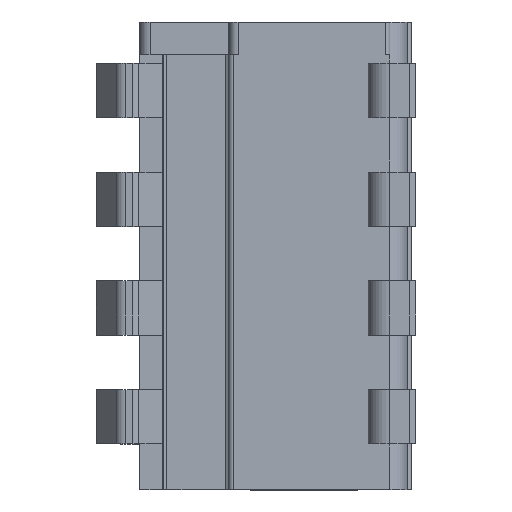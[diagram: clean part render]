
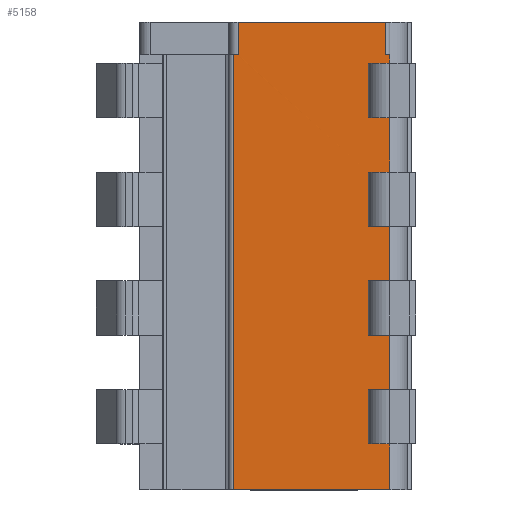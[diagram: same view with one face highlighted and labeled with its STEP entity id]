
A CAD part, top view. The second image highlights one B-rep face of the part: STEP entity #5158.
In plain terms, the highlighted planar face has unit normal (0, 0, 1).
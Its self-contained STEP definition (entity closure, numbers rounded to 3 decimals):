
#948=DIRECTION('',(0.,1.,0.));
#949=VECTOR('',#948,2.1);
#950=CARTESIAN_POINT('',(6.13,-20.,3.476));
#951=LINE('',#950,#949);
#964=DIRECTION('',(0.,1.,0.));
#965=VECTOR('',#964,2.5);
#966=CARTESIAN_POINT('',(6.13,-15.4,3.476));
#967=LINE('',#966,#965);
#980=DIRECTION('',(0.,1.,0.));
#981=VECTOR('',#980,2.5);
#982=CARTESIAN_POINT('',(6.13,-10.4,3.476));
#983=LINE('',#982,#981);
#996=DIRECTION('',(0.,1.,0.));
#997=VECTOR('',#996,2.5);
#998=CARTESIAN_POINT('',(6.13,-5.4,3.476));
#999=LINE('',#998,#997);
#1012=DIRECTION('',(0.,-1.,0.));
#1013=VECTOR('',#1012,0.4);
#1014=CARTESIAN_POINT('',(6.13,0.,3.477));
#1015=LINE('',#1014,#1013);
#1016=DIRECTION('',(0.,1.,0.));
#1017=VECTOR('',#1016,1.5);
#1018=CARTESIAN_POINT('',(5.93,0.,3.477));
#1019=LINE('',#1018,#1017);
#1056=CARTESIAN_POINT('',(-0.869,0.,3.477));
#1057=CARTESIAN_POINT('',(-0.864,0.,3.477));
#1058=CARTESIAN_POINT('',(-0.853,0.,3.476));
#1059=CARTESIAN_POINT('',(-0.843,0.,3.477));
#1060=CARTESIAN_POINT('',(-0.837,0.,3.477));
#1062=DIRECTION('',(0.,1.,0.));
#1063=VECTOR('',#1062,1.5);
#1064=CARTESIAN_POINT('',(-0.837,0.,3.477));
#1065=LINE('',#1064,#1063);
#1066=DIRECTION('',(1.,0.,0.));
#1067=VECTOR('',#1066,0.2);
#1068=CARTESIAN_POINT('',(5.93,0.,3.477));
#1069=LINE('',#1068,#1067);
#1070=DIRECTION('',(-1.,0.,0.));
#1071=VECTOR('',#1070,1.);
#1072=CARTESIAN_POINT('',(6.13,-0.4,
3.477));
#1073=LINE('',#1072,#1071);
#1074=DIRECTION('',(-1.,0.,0.));
#1075=VECTOR('',#1074,1.);
#1076=CARTESIAN_POINT('',(6.13,-5.4,3.476));
#1077=LINE('',#1076,#1075);
#1078=DIRECTION('',(-1.,0.,0.001));
#1079=VECTOR('',#1078,1.);
#1080=CARTESIAN_POINT('',(6.13,-10.4,3.476));
#1081=LINE('',#1080,#1079);
#1082=DIRECTION('',(-1.,0.,0.001));
#1083=VECTOR('',#1082,1.);
#1084=CARTESIAN_POINT('',(6.13,-15.4,3.476));
#1085=LINE('',#1084,#1083);
#1086=DIRECTION('',(-1.,0.,0.));
#1087=VECTOR('',#1086,7.2);
#1088=CARTESIAN_POINT('',(6.13,-20.,3.476));
#1089=LINE('',#1088,#1087);
#1090=DIRECTION('',(0.,-1.,0.));
#1091=VECTOR('',#1090,20.);
#1092=CARTESIAN_POINT('',(-1.07,0.,3.477));
#1093=LINE('',#1092,#1091);
#1094=DIRECTION('',(1.,0.,0.));
#1095=VECTOR('',#1094,0.17);
#1096=CARTESIAN_POINT('',(-1.07,0.,3.477));
#1097=LINE('',#1096,#1095);
#1098=CARTESIAN_POINT('',(-0.9,0.,3.477));
#1099=CARTESIAN_POINT('',(-0.895,0.,3.477));
#1100=CARTESIAN_POINT('',(-0.884,0.,3.476));
#1101=CARTESIAN_POINT('',(-0.874,0.,3.477));
#1102=CARTESIAN_POINT('',(-0.869,0.,3.477));
#1108=DIRECTION('',(-1.,0.,0.));
#1109=VECTOR('',#1108,1.);
#1110=CARTESIAN_POINT('',(6.13,-2.9,3.476));
#1111=LINE('',#1110,#1109);
#1121=DIRECTION('',(0.,-1.,0.));
#1122=VECTOR('',#1121,2.5);
#1123=CARTESIAN_POINT('',(5.13,-5.4,3.476));
#1124=LINE('',#1123,#1122);
#1133=DIRECTION('',(0.,-1.,0.));
#1134=VECTOR('',#1133,2.5);
#1135=CARTESIAN_POINT('',(5.13,-10.4,3.476));
#1136=LINE('',#1135,#1134);
#1145=DIRECTION('',(0.,-1.,0.));
#1146=VECTOR('',#1145,2.5);
#1147=CARTESIAN_POINT('',(5.13,-15.4,3.476));
#1148=LINE('',#1147,#1146);
#1161=DIRECTION('',(0.,-1.,0.));
#1162=VECTOR('',#1161,2.5);
#1163=CARTESIAN_POINT('',(5.13,-0.4,
3.477));
#1164=LINE('',#1163,#1162);
#1165=DIRECTION('',(-1.,0.,0.001));
#1166=VECTOR('',#1165,1.);
#1167=CARTESIAN_POINT('',(6.13,-7.9,3.476));
#1168=LINE('',#1167,#1166);
#1482=DIRECTION('',(-1.,0.,0.001));
#1483=VECTOR('',#1482,1.);
#1484=CARTESIAN_POINT('',(6.13,-12.9,3.476));
#1485=LINE('',#1484,#1483);
#1802=DIRECTION('',(1.,0.,0.));
#1803=VECTOR('',#1802,6.767);
#1804=CARTESIAN_POINT('',(-0.837,1.5,3.477));
#1805=LINE('',#1804,#1803);
#2172=DIRECTION('',(-1.,0.,0.001));
#2173=VECTOR('',#2172,1.);
#2174=CARTESIAN_POINT('',(6.13,-17.9,3.476));
#2175=LINE('',#2174,#2173);
#2701=CARTESIAN_POINT('',(-1.07,0.,3.477));
#2703=VERTEX_POINT('',#2701);
#2751=CARTESIAN_POINT('',(-1.07,-20.,3.477));
#2753=VERTEX_POINT('',#2751);
#2812=CARTESIAN_POINT('',(5.13,-2.9,3.476));
#2814=VERTEX_POINT('',#2812);
#2816=CARTESIAN_POINT('',(5.13,-5.4,3.476));
#2818=VERTEX_POINT('',#2816);
#2844=CARTESIAN_POINT('',(6.13,-2.9,3.476));
#2845=VERTEX_POINT('',#2844);
#2846=CARTESIAN_POINT('',(6.13,-5.4,3.476));
#2847=VERTEX_POINT('',#2846);
#2880=CARTESIAN_POINT('',(5.13,-7.9,3.476));
#2882=VERTEX_POINT('',#2880);
#2884=CARTESIAN_POINT('',(5.13,-10.4,3.476));
#2886=VERTEX_POINT('',#2884);
#2912=CARTESIAN_POINT('',(6.13,-7.9,3.476));
#2913=VERTEX_POINT('',#2912);
#2914=CARTESIAN_POINT('',(6.13,-10.4,3.476));
#2915=VERTEX_POINT('',#2914);
#2948=CARTESIAN_POINT('',(5.13,-12.9,3.476));
#2950=VERTEX_POINT('',#2948);
#2952=CARTESIAN_POINT('',(5.13,-15.4,3.476));
#2954=VERTEX_POINT('',#2952);
#2980=CARTESIAN_POINT('',(6.13,-12.9,3.476));
#2981=VERTEX_POINT('',#2980);
#2982=CARTESIAN_POINT('',(6.13,-15.4,3.476));
#2983=VERTEX_POINT('',#2982);
#3002=CARTESIAN_POINT('',(5.13,-17.9,3.476));
#3004=VERTEX_POINT('',#3002);
#3018=CARTESIAN_POINT('',(6.13,-17.9,3.476));
#3019=VERTEX_POINT('',#3018);
#3020=CARTESIAN_POINT('',(6.13,-20.,3.476));
#3021=VERTEX_POINT('',#3020);
#3121=CARTESIAN_POINT('',(5.13,-0.4,
3.477));
#3123=VERTEX_POINT('',#3121);
#3136=CARTESIAN_POINT('',(6.13,-0.4,
3.477));
#3137=VERTEX_POINT('',#3136);
#3138=CARTESIAN_POINT('',(6.13,0.,3.477));
#3139=VERTEX_POINT('',#3138);
#3445=CARTESIAN_POINT('',(-0.837,1.5,3.477));
#3447=VERTEX_POINT('',#3445);
#3448=CARTESIAN_POINT('',(5.93,1.5,3.477));
#3449=VERTEX_POINT('',#3448);
#3487=CARTESIAN_POINT('',(-0.9,0.,3.477));
#3489=VERTEX_POINT('',#3487);
#3490=VERTEX_POINT('',#1102);
#3491=VERTEX_POINT('',#1060);
#3492=CARTESIAN_POINT('',(5.93,0.,3.477));
#3494=VERTEX_POINT('',#3492);
#5107=CARTESIAN_POINT('',(-1.07,0.,3.477));
#5108=DIRECTION('',(0.,0.,1.));
#5109=DIRECTION('',(1.,0.,0.));
#5110=AXIS2_PLACEMENT_3D('',#5107,#5108,#5109);
#5111=PLANE('',#5110);
#5113=ORIENTED_EDGE('',*,*,#5112,.T.);
#5115=ORIENTED_EDGE('',*,*,#5114,.T.);
#5117=ORIENTED_EDGE('',*,*,#5116,.T.);
#5118=ORIENTED_EDGE('',*,*,#5020,.F.);
#5119=ORIENTED_EDGE('',*,*,#3575,.T.);
#5120=ORIENTED_EDGE('',*,*,#5009,.T.);
#5122=ORIENTED_EDGE('',*,*,#5121,.T.);
#5124=ORIENTED_EDGE('',*,*,#5123,.T.);
#5126=ORIENTED_EDGE('',*,*,#5125,.F.);
#5127=ORIENTED_EDGE('',*,*,#5001,.F.);
#5129=ORIENTED_EDGE('',*,*,#5128,.T.);
#5131=ORIENTED_EDGE('',*,*,#5130,.T.);
#5133=ORIENTED_EDGE('',*,*,#5132,.F.);
#5134=ORIENTED_EDGE('',*,*,#4993,.F.);
#5136=ORIENTED_EDGE('',*,*,#5135,.T.);
#5138=ORIENTED_EDGE('',*,*,#5137,.T.);
#5140=ORIENTED_EDGE('',*,*,#5139,.F.);
#5141=ORIENTED_EDGE('',*,*,#4985,.F.);
#5143=ORIENTED_EDGE('',*,*,#5142,.T.);
#5145=ORIENTED_EDGE('',*,*,#5144,.T.);
#5147=ORIENTED_EDGE('',*,*,#5146,.F.);
#5148=ORIENTED_EDGE('',*,*,#4977,.F.);
#5150=ORIENTED_EDGE('',*,*,#5149,.T.);
#5152=ORIENTED_EDGE('',*,*,#5151,.F.);
#5153=ORIENTED_EDGE('',*,*,#3557,.T.);
#5155=ORIENTED_EDGE('',*,*,#5154,.T.);
#5156=EDGE_LOOP('',(#5113,#5115,#5117,#5118,#5119,#5120,#5122,#5124,#5126,#5127,
#5129,#5131,#5133,#5134,#5136,#5138,#5140,#5141,#5143,#5145,#5147,#5148,#5150,
#5152,#5153,#5155));
#5157=FACE_OUTER_BOUND('',#5156,.F.);
#5158=ADVANCED_FACE('',(#5157),#5111,.T.);
#1061=B_SPLINE_CURVE_WITH_KNOTS('',3,(#1056,#1057,#1058,#1059,#1060),
.UNSPECIFIED.,.F.,.F.,(4,1,4),(0.,0.5,1.),.UNSPECIFIED.);
#1103=B_SPLINE_CURVE_WITH_KNOTS('',3,(#1098,#1099,#1100,#1101,#1102),
.UNSPECIFIED.,.F.,.F.,(4,1,4),(0.,0.5,1.),.UNSPECIFIED.);
#3557=EDGE_CURVE('',#2703,#3489,#1097,.T.);
#3575=EDGE_CURVE('',#3494,#3139,#1069,.T.);
#4977=EDGE_CURVE('',#3021,#3019,#951,.T.);
#4985=EDGE_CURVE('',#2983,#2981,#967,.T.);
#4993=EDGE_CURVE('',#2915,#2913,#983,.T.);
#5001=EDGE_CURVE('',#2847,#2845,#999,.T.);
#5009=EDGE_CURVE('',#3139,#3137,#1015,.T.);
#5020=EDGE_CURVE('',#3494,#3449,#1019,.T.);
#5112=EDGE_CURVE('',#3490,#3491,#1061,.T.);
#5114=EDGE_CURVE('',#3491,#3447,#1065,.T.);
#5116=EDGE_CURVE('',#3447,#3449,#1805,.T.);
#5121=EDGE_CURVE('',#3137,#3123,#1073,.T.);
#5123=EDGE_CURVE('',#3123,#2814,#1164,.T.);
#5125=EDGE_CURVE('',#2845,#2814,#1111,.T.);
#5128=EDGE_CURVE('',#2847,#2818,#1077,.T.);
#5130=EDGE_CURVE('',#2818,#2882,#1124,.T.);
#5132=EDGE_CURVE('',#2913,#2882,#1168,.T.);
#5135=EDGE_CURVE('',#2915,#2886,#1081,.T.);
#5137=EDGE_CURVE('',#2886,#2950,#1136,.T.);
#5139=EDGE_CURVE('',#2981,#2950,#1485,.T.);
#5142=EDGE_CURVE('',#2983,#2954,#1085,.T.);
#5144=EDGE_CURVE('',#2954,#3004,#1148,.T.);
#5146=EDGE_CURVE('',#3019,#3004,#2175,.T.);
#5149=EDGE_CURVE('',#3021,#2753,#1089,.T.);
#5151=EDGE_CURVE('',#2703,#2753,#1093,.T.);
#5154=EDGE_CURVE('',#3489,#3490,#1103,.T.);
